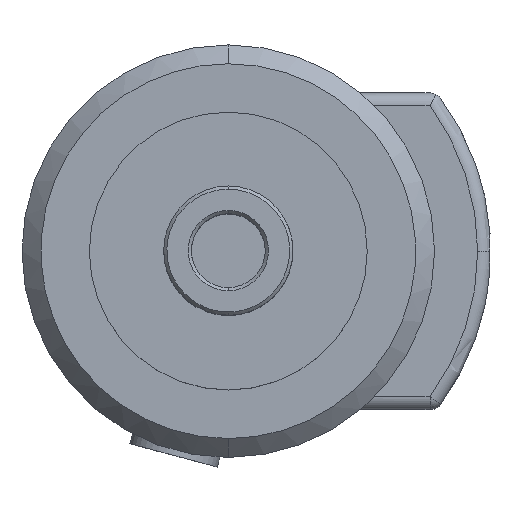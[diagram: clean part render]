
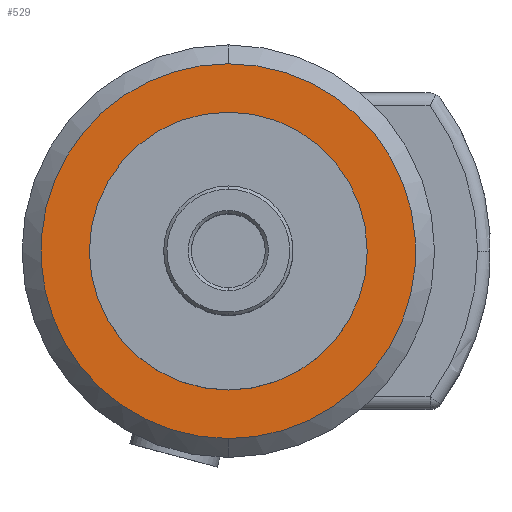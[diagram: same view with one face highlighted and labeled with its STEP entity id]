
A CAD part, top view. The second image highlights one B-rep face of the part: STEP entity #529.
In plain terms, the highlighted planar face has unit normal (0, 0, 1).
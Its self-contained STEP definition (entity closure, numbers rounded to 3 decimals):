
#419=AXIS2_PLACEMENT_3D('Circle Axis2P3D',#417,#418,$) ;
#450=AXIS2_PLACEMENT_3D('Circle Axis2P3D',#448,#449,$) ;
#463=AXIS2_PLACEMENT_3D('Plane Axis2P3D',#460,#461,#462) ;
#417=CARTESIAN_POINT('Axis2P3D Location',(0.,0.,-6.5)) ;
#421=CARTESIAN_POINT('Vertex',(0.,21.5,-6.5)) ;
#423=CARTESIAN_POINT('Vertex',(0.,-21.5,-6.5)) ;
#448=CARTESIAN_POINT('Axis2P3D Location',(0.,0.,-6.5)) ;
#460=CARTESIAN_POINT('Axis2P3D Location',(-29.,0.,-6.5)) ;
#466=CARTESIAN_POINT('Control Point',(0.,29.,-6.5)) ;
#467=CARTESIAN_POINT('Control Point',(2.638,29.,-6.5)) ;
#468=CARTESIAN_POINT('Control Point',(5.276,28.7,-6.5)) ;
#469=CARTESIAN_POINT('Control Point',(7.869,28.1,-6.5)) ;
#470=CARTESIAN_POINT('Control Point',(12.872,26.321,-6.5)) ;
#471=CARTESIAN_POINT('Control Point',(17.349,23.464,-6.5)) ;
#472=CARTESIAN_POINT('Control Point',(19.414,21.786,-6.5)) ;
#473=CARTESIAN_POINT('Control Point',(23.127,17.989,-6.5)) ;
#474=CARTESIAN_POINT('Control Point',(25.893,13.456,-6.5)) ;
#475=CARTESIAN_POINT('Control Point',(27.012,11.041,-6.5)) ;
#476=CARTESIAN_POINT('Control Point',(28.679,6.,-6.5)) ;
#477=CARTESIAN_POINT('Control Point',(29.172,0.712,-6.5)) ;
#478=CARTESIAN_POINT('Control Point',(29.116,-1.949,-6.5)) ;
#479=CARTESIAN_POINT('Control Point',(28.399,-7.21,-6.5)) ;
#480=CARTESIAN_POINT('Control Point',(26.519,-12.176,-6.5)) ;
#481=CARTESIAN_POINT('Control Point',(25.299,-14.542,-6.5)) ;
#482=CARTESIAN_POINT('Control Point',(22.344,-18.954,-6.5)) ;
#483=CARTESIAN_POINT('Control Point',(18.473,-22.589,-6.5)) ;
#484=CARTESIAN_POINT('Control Point',(16.338,-24.178,-6.5)) ;
#485=CARTESIAN_POINT('Control Point',(11.959,-26.719,-6.5)) ;
#486=CARTESIAN_POINT('Control Point',(7.143,-28.26,-6.5)) ;
#487=CARTESIAN_POINT('Control Point',(4.784,-28.753,-6.5)) ;
#488=CARTESIAN_POINT('Control Point',(2.392,-29.,-6.5)) ;
#489=CARTESIAN_POINT('Control Point',(0.,-29.,-6.5)) ;
#490=CARTESIAN_POINT('Vertex',(0.,29.,-6.5)) ;
#492=CARTESIAN_POINT('Vertex',(0.,-29.,-6.5)) ;
#496=CARTESIAN_POINT('Control Point',(0.,-29.,-6.5)) ;
#497=CARTESIAN_POINT('Control Point',(-2.638,-29.,-6.5)) ;
#498=CARTESIAN_POINT('Control Point',(-5.276,-28.7,-6.5)) ;
#499=CARTESIAN_POINT('Control Point',(-7.869,-28.1,-6.5)) ;
#500=CARTESIAN_POINT('Control Point',(-12.872,-26.321,-6.5)) ;
#501=CARTESIAN_POINT('Control Point',(-17.349,-23.464,-6.5)) ;
#502=CARTESIAN_POINT('Control Point',(-19.414,-21.786,-6.5)) ;
#503=CARTESIAN_POINT('Control Point',(-23.127,-17.989,-6.5)) ;
#504=CARTESIAN_POINT('Control Point',(-25.893,-13.456,-6.5)) ;
#505=CARTESIAN_POINT('Control Point',(-27.012,-11.041,-6.5)) ;
#506=CARTESIAN_POINT('Control Point',(-28.679,-6.,-6.5)) ;
#507=CARTESIAN_POINT('Control Point',(-29.172,-0.712,-6.5)) ;
#508=CARTESIAN_POINT('Control Point',(-29.116,1.949,-6.5)) ;
#509=CARTESIAN_POINT('Control Point',(-28.399,7.21,-6.5)) ;
#510=CARTESIAN_POINT('Control Point',(-26.519,12.176,-6.5)) ;
#511=CARTESIAN_POINT('Control Point',(-25.299,14.542,-6.5)) ;
#512=CARTESIAN_POINT('Control Point',(-22.344,18.954,-6.5)) ;
#513=CARTESIAN_POINT('Control Point',(-18.473,22.589,-6.5)) ;
#514=CARTESIAN_POINT('Control Point',(-16.338,24.178,-6.5)) ;
#515=CARTESIAN_POINT('Control Point',(-11.959,26.719,-6.5)) ;
#516=CARTESIAN_POINT('Control Point',(-7.143,28.26,-6.5)) ;
#517=CARTESIAN_POINT('Control Point',(-4.784,28.753,-6.5)) ;
#518=CARTESIAN_POINT('Control Point',(-2.392,29.,-6.5)) ;
#519=CARTESIAN_POINT('Control Point',(0.,29.,-6.5)) ;
#418=DIRECTION('Axis2P3D Direction',(0.,0.,-1.)) ;
#449=DIRECTION('Axis2P3D Direction',(-0.,-0.,-1.)) ;
#461=DIRECTION('Axis2P3D Direction',(0.,-0.,1.)) ;
#462=DIRECTION('Axis2P3D XDirection',(0.,1.,0.)) ;
#522=ORIENTED_EDGE('',*,*,#494,.F.) ;
#523=ORIENTED_EDGE('',*,*,#520,.F.) ;
#526=ORIENTED_EDGE('',*,*,#425,.T.) ;
#527=ORIENTED_EDGE('',*,*,#452,.T.) ;
#528=FACE_BOUND('',#525,.T.) ;
#529=ADVANCED_FACE('NOCUT',(#524,#528),#464,.T.) ;
#465=B_SPLINE_CURVE_WITH_KNOTS('',5,(#466,#467,#468,#469,#470,#471,#472,#473,#474,#475,#476,#477,#478,#479,#480,#481,#482,#483,#484,#485,#486,#487,#488,#489),.UNSPECIFIED.,.F.,.U.,(6,3,3,3,3,3,3,6),(0.,18.694,37.387,56.081,74.775,93.469,112.162,129.113),.UNSPECIFIED.) ;
#495=B_SPLINE_CURVE_WITH_KNOTS('',5,(#496,#497,#498,#499,#500,#501,#502,#503,#504,#505,#506,#507,#508,#509,#510,#511,#512,#513,#514,#515,#516,#517,#518,#519),.UNSPECIFIED.,.F.,.U.,(6,3,3,3,3,3,3,6),(0.,18.694,37.387,56.081,74.775,93.469,112.162,129.113),.UNSPECIFIED.) ;
#420=CIRCLE('generated circle',#419,21.5) ;
#451=CIRCLE('generated circle',#450,21.5) ;
#425=EDGE_CURVE('',#422,#424,#420,.T.) ;
#452=EDGE_CURVE('',#424,#422,#451,.T.) ;
#494=EDGE_CURVE('',#491,#493,#465,.T.) ;
#520=EDGE_CURVE('',#493,#491,#495,.T.) ;
#521=EDGE_LOOP('',(#522,#523)) ;
#525=EDGE_LOOP('',(#526,#527)) ;
#524=FACE_OUTER_BOUND('',#521,.T.) ;
#464=PLANE('',#463) ;
#422=VERTEX_POINT('',#421) ;
#424=VERTEX_POINT('',#423) ;
#491=VERTEX_POINT('',#490) ;
#493=VERTEX_POINT('',#492) ;
